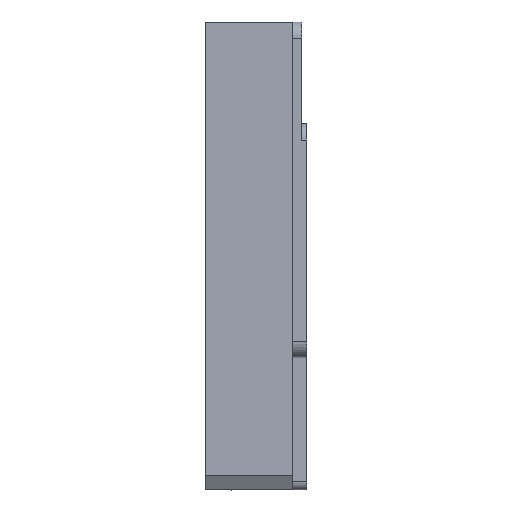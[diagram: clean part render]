
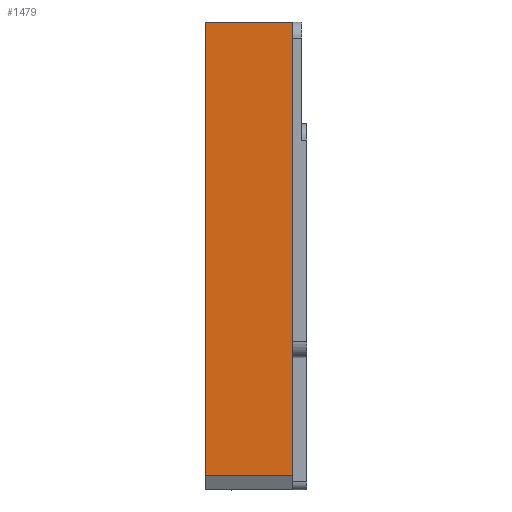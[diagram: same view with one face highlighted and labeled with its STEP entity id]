
A CAD part, front view. The second image highlights one B-rep face of the part: STEP entity #1479.
In plain terms, the highlighted planar face has unit normal (0, -1, 0).
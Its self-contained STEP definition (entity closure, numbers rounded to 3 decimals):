
#1459=AXIS2_PLACEMENT_3D('Plane Axis2P3D',#1456,#1457,#1458) ;
#215=CARTESIAN_POINT('Vertex',(0.,0.,0.693)) ;
#218=CARTESIAN_POINT('Line Origine',(0.,0.,11.846)) ;
#222=CARTESIAN_POINT('Vertex',(0.,0.,23.)) ;
#1440=CARTESIAN_POINT('Vertex',(4.3,0.,0.693)) ;
#1443=CARTESIAN_POINT('Line Origine',(2.15,0.,0.693)) ;
#1456=CARTESIAN_POINT('Axis2P3D Location',(0.,0.,0.)) ;
#1461=CARTESIAN_POINT('Line Origine',(4.3,0.,11.846)) ;
#1465=CARTESIAN_POINT('Vertex',(4.3,0.,23.)) ;
#1468=CARTESIAN_POINT('Line Origine',(2.15,0.,23.)) ;
#219=DIRECTION('Vector Direction',(0.,0.,1.)) ;
#1444=DIRECTION('Vector Direction',(1.,0.,0.)) ;
#1457=DIRECTION('Axis2P3D Direction',(0.,-1.,0.)) ;
#1458=DIRECTION('Axis2P3D XDirection',(0.,0.,1.)) ;
#1462=DIRECTION('Vector Direction',(0.,0.,1.)) ;
#1469=DIRECTION('Vector Direction',(-1.,0.,0.)) ;
#220=VECTOR('Line Direction',#219,1.) ;
#1445=VECTOR('Line Direction',#1444,1.) ;
#1463=VECTOR('Line Direction',#1462,1.) ;
#1470=VECTOR('Line Direction',#1469,1.) ;
#1474=ORIENTED_EDGE('',*,*,#1467,.F.) ;
#1475=ORIENTED_EDGE('',*,*,#1472,.T.) ;
#1476=ORIENTED_EDGE('',*,*,#224,.T.) ;
#1477=ORIENTED_EDGE('',*,*,#1447,.T.) ;
#1479=ADVANCED_FACE('body',(#1478),#1460,.T.) ;
#224=EDGE_CURVE('',#223,#216,#221,.F.) ;
#1447=EDGE_CURVE('',#216,#1441,#1446,.T.) ;
#1467=EDGE_CURVE('',#1466,#1441,#1464,.F.) ;
#1472=EDGE_CURVE('',#1466,#223,#1471,.T.) ;
#1473=EDGE_LOOP('',(#1474,#1475,#1476,#1477)) ;
#1478=FACE_OUTER_BOUND('',#1473,.T.) ;
#221=LINE('Line',#218,#220) ;
#1446=LINE('Line',#1443,#1445) ;
#1464=LINE('Line',#1461,#1463) ;
#1471=LINE('Line',#1468,#1470) ;
#1460=PLANE('',#1459) ;
#216=VERTEX_POINT('',#215) ;
#223=VERTEX_POINT('',#222) ;
#1441=VERTEX_POINT('',#1440) ;
#1466=VERTEX_POINT('',#1465) ;
